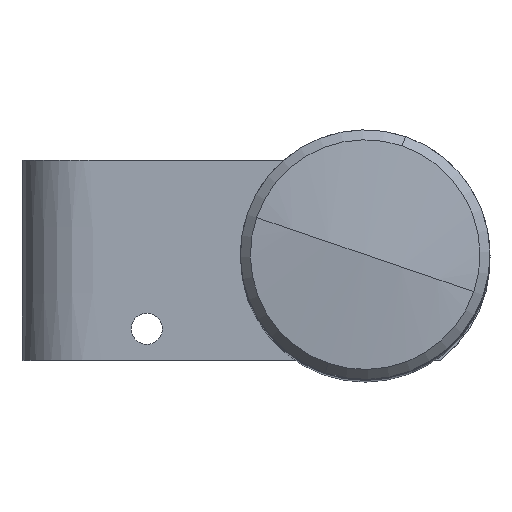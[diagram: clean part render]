
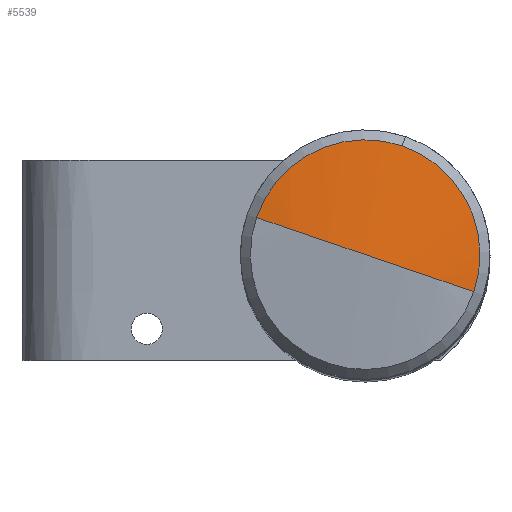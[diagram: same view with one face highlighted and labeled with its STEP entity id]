
A CAD part, top view. The second image highlights one B-rep face of the part: STEP entity #5539.
In plain terms, the highlighted spherical face has radius 100.942 mm.
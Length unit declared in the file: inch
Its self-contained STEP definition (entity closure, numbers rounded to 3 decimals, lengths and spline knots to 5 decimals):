
#78 = DIRECTION ( 'NONE',  ( 0.323, 0.947, 0. ) ) ;
#237 = ORIENTED_EDGE ( 'NONE', *, *, #3756, .F. ) ;
#439 = DIRECTION ( 'NONE',  ( -0.323, -0.947, 0. ) ) ;
#628 = CARTESIAN_POINT ( 'NONE',  ( 2.85103, -0.23369, 22.05862 ) ) ;
#688 = VERTEX_POINT ( 'NONE', #1799 ) ;
#751 = CARTESIAN_POINT ( 'NONE',  ( 1.47967, 0.23369, 22.05862 ) ) ;
#1260 = VERTEX_POINT ( 'NONE', #751 ) ;
#1452 = VERTEX_POINT ( 'NONE', #628 ) ;
#1626 = DIRECTION ( 'NONE',  ( 0.947, -0.323, 0. ) ) ;
#1723 = EDGE_CURVE ( 'NONE', #1260, #5437, #5253, .T. ) ;
#1799 = CARTESIAN_POINT ( 'NONE',  ( 2.16535, 0., 22.1252 ) ) ;
#2562 = CARTESIAN_POINT ( 'NONE',  ( 2.16535, 0., 18.15112 ) ) ;
#2809 = ORIENTED_EDGE ( 'NONE', *, *, #8823, .F. ) ;
#3111 = DIRECTION ( 'NONE',  ( 0.947, -0.323, 0. ) ) ;
#3284 = CIRCLE ( 'NONE', #7386, 0.72441 ) ;
#3393 = CIRCLE ( 'NONE', #4580, 3.97408 ) ;
#3484 = EDGE_LOOP ( 'NONE', ( #7740, #7794, #237, #2809 ) ) ;
#3556 = CARTESIAN_POINT ( 'NONE',  ( 2.16535, 0., 22.05862 ) ) ;
#3756 = EDGE_CURVE ( 'NONE', #1452, #688, #3393, .T. ) ;
#3989 = FACE_OUTER_BOUND ( 'NONE', #3484, .T. ) ;
#4040 = EDGE_CURVE ( 'NONE', #1260, #688, #8809, .T. ) ;
#4074 = CARTESIAN_POINT ( 'NONE',  ( 2.16535, 0., 22.05862 ) ) ;
#4497 = AXIS2_PLACEMENT_3D ( 'NONE', #7693, #6529, #1626 ) ;
#4567 = DIRECTION ( 'NONE',  ( -0.947, 0.323, 0. ) ) ;
#4580 = AXIS2_PLACEMENT_3D ( 'NONE', #2562, #439, #3111 ) ;
#4601 = DIRECTION ( 'NONE',  ( 0.323, 0.947, 0. ) ) ;
#4712 = DIRECTION ( 'NONE',  ( 0.323, 0.947, 0. ) ) ;
#5070 = AXIS2_PLACEMENT_3D ( 'NONE', #3556, #6975, #78 ) ;
#5253 = CIRCLE ( 'NONE', #5070, 0.72441 ) ;
#5437 = VERTEX_POINT ( 'NONE', #8299 ) ;
#5539 = ADVANCED_FACE ( 'NONE', ( #3989 ), #7761, .T. ) ;
#5776 = AXIS2_PLACEMENT_3D ( 'NONE', #8029, #4601, #4567 ) ;
#6529 = DIRECTION ( 'NONE',  ( 0.323, 0.947, 0. ) ) ;
#6975 = DIRECTION ( 'NONE',  ( 0., 0., -1. ) ) ;
#7386 = AXIS2_PLACEMENT_3D ( 'NONE', #4074, #8842, #4712 ) ;
#7693 = CARTESIAN_POINT ( 'NONE',  ( 2.16535, 0., 18.15112 ) ) ;
#7740 = ORIENTED_EDGE ( 'NONE', *, *, #1723, .F. ) ;
#7761 = SPHERICAL_SURFACE ( 'NONE', #4497, 3.97408 ) ;
#7794 = ORIENTED_EDGE ( 'NONE', *, *, #4040, .T. ) ;
#8029 = CARTESIAN_POINT ( 'NONE',  ( 2.16535, 0., 18.15112 ) ) ;
#8299 = CARTESIAN_POINT ( 'NONE',  ( 2.39905, 0.68568, 22.05862 ) ) ;
#8809 = CIRCLE ( 'NONE', #5776, 3.97408 ) ;
#8823 = EDGE_CURVE ( 'NONE', #5437, #1452, #3284, .T. ) ;
#8842 = DIRECTION ( 'NONE',  ( 0., 0., -1. ) ) ;
